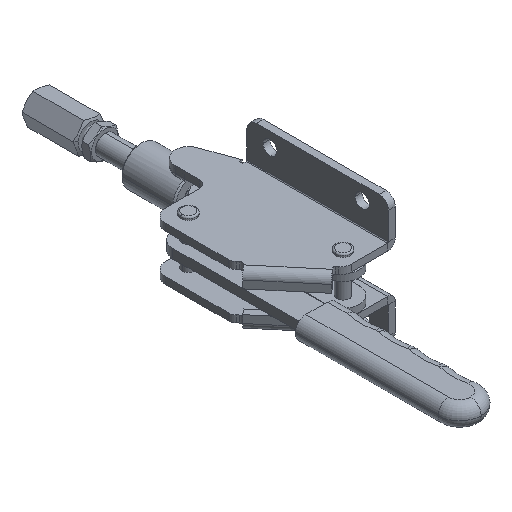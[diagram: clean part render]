
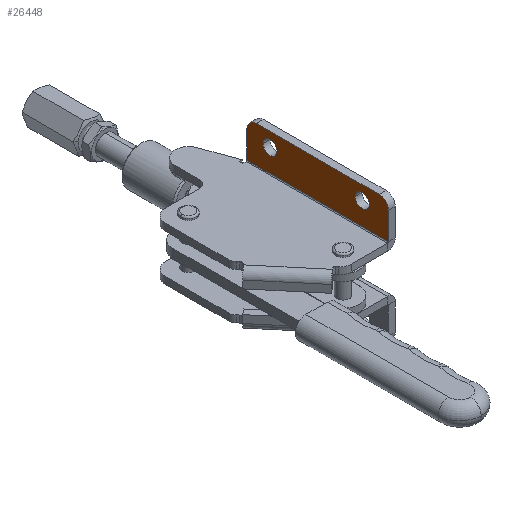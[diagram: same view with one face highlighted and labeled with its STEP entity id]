
A CAD part, isometric view. The second image highlights one B-rep face of the part: STEP entity #26448.
In plain terms, the highlighted face is planar.
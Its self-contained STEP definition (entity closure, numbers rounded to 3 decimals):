
#932 = VERTEX_POINT ( 'NONE', #19550 ) ;
#2224 = FACE_OUTER_BOUND ( 'NONE', #25956, .T. ) ;
#2226 = FACE_BOUND ( 'NONE', #25955, .T. ) ;
#2231 = FACE_BOUND ( 'NONE', #3960, .T. ) ;
#2507 = CARTESIAN_POINT ( 'NONE',  ( -17.75, -44.283, 23.844 ) ) ;
#2508 = DIRECTION ( 'NONE',  ( 0., 0.766, 0.643 ) ) ;
#2517 = CARTESIAN_POINT ( 'NONE',  ( -17.25, 26.193, 82.98 ) ) ;
#2518 = DIRECTION ( 'NONE',  ( 1., 0., 0. ) ) ;
#2523 = CARTESIAN_POINT ( 'NONE',  ( -32.5, 14.702, 73.338 ) ) ;
#2524 = DIRECTION ( 'NONE',  ( 0., 0.643, -0.766 ) ) ;
#2525 = DIRECTION ( 'NONE',  ( 0., -0.766, -0.643 ) ) ;
#2529 = CARTESIAN_POINT ( 'NONE',  ( -32.5, -31.26, 34.771 ) ) ;
#2530 = DIRECTION ( 'NONE',  ( 0., 0.643, -0.766 ) ) ;
#2531 = DIRECTION ( 'NONE',  ( 0., -0.766, -0.643 ) ) ;
#2542 = CARTESIAN_POINT ( 'NONE',  ( -35.5, 21.597, 79.123 ) ) ;
#2543 = DIRECTION ( 'NONE',  ( 0., 0.643, -0.766 ) ) ;
#2544 = DIRECTION ( 'NONE',  ( 0., 0.766, 0.643 ) ) ;
#2546 = CARTESIAN_POINT ( 'NONE',  ( -41.5, 21.597, 79.123 ) ) ;
#2547 = DIRECTION ( 'NONE',  ( 0., 0.766, 0.643 ) ) ;
#2556 = CARTESIAN_POINT ( 'NONE',  ( -35.5, -39.687, 27.7 ) ) ;
#2557 = DIRECTION ( 'NONE',  ( 0., 0.643, -0.766 ) ) ;
#2558 = DIRECTION ( 'NONE',  ( 0., 0.766, 0.643 ) ) ;
#2563 = CARTESIAN_POINT ( 'NONE',  ( -35.5, -44.283, 23.844 ) ) ;
#2564 = DIRECTION ( 'NONE',  ( -1., 0., 0. ) ) ;
#2570 = CARTESIAN_POINT ( 'NONE',  ( -32.5, -31.26, 34.771 ) ) ;
#2571 = DIRECTION ( 'NONE',  ( 0., 0.643, -0.766 ) ) ;
#2572 = DIRECTION ( 'NONE',  ( 0., -0.766, -0.643 ) ) ;
#2580 = CARTESIAN_POINT ( 'NONE',  ( -32.5, 14.702, 73.338 ) ) ;
#2581 = DIRECTION ( 'NONE',  ( 0., 0.643, -0.766 ) ) ;
#2582 = DIRECTION ( 'NONE',  ( 0., -0.766, -0.643 ) ) ;
#3320 = CARTESIAN_POINT ( 'NONE',  ( -35.5, -44.283, 23.844 ) ) ;
#3321 = CARTESIAN_POINT ( 'NONE',  ( -17.75, -44.283, 23.844 ) ) ;
#3326 = CARTESIAN_POINT ( 'NONE',  ( -32.5, -34.708, 31.878 ) ) ;
#3327 = CARTESIAN_POINT ( 'NONE',  ( -32.5, -27.813, 37.664 ) ) ;
#3331 = CARTESIAN_POINT ( 'NONE',  ( -32.5, 18.149, 76.231 ) ) ;
#3960 = EDGE_LOOP ( 'NONE', ( #26820, #26821 ) ) ;
#4899 = CARTESIAN_POINT ( 'NONE',  ( -35.5, 26.193, 82.98 ) ) ;
#7444 = EDGE_CURVE ( 'NONE', #24678, #932, #28379, .T. ) ;
#7445 = EDGE_CURVE ( 'NONE', #19223, #932, #28380, .T. ) ;
#7448 = EDGE_CURVE ( 'NONE', #24681, #27709, #28382, .T. ) ;
#7450 = EDGE_CURVE ( 'NONE', #24680, #24675, #28388, .T. ) ;
#7454 = EDGE_CURVE ( 'NONE', #27700, #19223, #28394, .T. ) ;
#7457 = EDGE_CURVE ( 'NONE', #27698, #27700, #28398, .T. ) ;
#7460 = EDGE_CURVE ( 'NONE', #24676, #27698, #28404, .T. ) ;
#7464 = EDGE_CURVE ( 'NONE', #24678, #24676, #28410, .T. ) ;
#7466 = EDGE_CURVE ( 'NONE', #24675, #24680, #28414, .T. ) ;
#7470 = EDGE_CURVE ( 'NONE', #27709, #24681, #28420, .T. ) ;
#7650 = AXIS2_PLACEMENT_3D ( 'NONE', #2523, #2524, #2525 ) ;
#7652 = AXIS2_PLACEMENT_3D ( 'NONE', #2529, #2530, #2531 ) ;
#7655 = AXIS2_PLACEMENT_3D ( 'NONE', #2542, #2543, #2544 ) ;
#7657 = AXIS2_PLACEMENT_3D ( 'NONE', #2556, #2557, #2558 ) ;
#7658 = AXIS2_PLACEMENT_3D ( 'NONE', #2570, #2571, #2572 ) ;
#7660 = AXIS2_PLACEMENT_3D ( 'NONE', #2580, #2581, #2582 ) ;
#9817 = AXIS2_PLACEMENT_3D ( 'NONE', #21957, #21954, #21961 ) ;
#19223 = VERTEX_POINT ( 'NONE', #4899 ) ;
#19550 = CARTESIAN_POINT ( 'NONE',  ( -17.75, 26.193, 82.98 ) ) ;
#21954 = DIRECTION ( 'NONE',  ( 0., 0.643, -0.766 ) ) ;
#21957 = CARTESIAN_POINT ( 'NONE',  ( -35.5, 21.597, 79.123 ) ) ;
#21959 = PLANE ( 'NONE',  #9817 ) ;
#21961 = DIRECTION ( 'NONE',  ( 0., 0.766, 0.643 ) ) ;
#24030 = CARTESIAN_POINT ( 'NONE',  ( -41.5, 21.597, 79.123 ) ) ;
#24032 = CARTESIAN_POINT ( 'NONE',  ( -41.5, -39.687, 27.7 ) ) ;
#24041 = CARTESIAN_POINT ( 'NONE',  ( -32.5, 11.255, 70.446 ) ) ;
#24675 = VERTEX_POINT ( 'NONE', #3326 ) ;
#24676 = VERTEX_POINT ( 'NONE', #3320 ) ;
#24678 = VERTEX_POINT ( 'NONE', #3321 ) ;
#24680 = VERTEX_POINT ( 'NONE', #3327 ) ;
#24681 = VERTEX_POINT ( 'NONE', #3331 ) ;
#25955 = EDGE_LOOP ( 'NONE', ( #26818, #26819 ) ) ;
#25956 = EDGE_LOOP ( 'NONE', ( #26822, #26823, #26824, #26825, #26826, #26827 ) ) ;
#26448 = ADVANCED_FACE ( 'NONE', ( #2226, #2231, #2224 ), #21959, .T. ) ;
#26818 = ORIENTED_EDGE ( 'NONE', *, *, #7448, .F. ) ;
#26819 = ORIENTED_EDGE ( 'NONE', *, *, #7470, .F. ) ;
#26820 = ORIENTED_EDGE ( 'NONE', *, *, #7450, .F. ) ;
#26821 = ORIENTED_EDGE ( 'NONE', *, *, #7466, .F. ) ;
#26822 = ORIENTED_EDGE ( 'NONE', *, *, #7445, .T. ) ;
#26823 = ORIENTED_EDGE ( 'NONE', *, *, #7444, .F. ) ;
#26824 = ORIENTED_EDGE ( 'NONE', *, *, #7464, .T. ) ;
#26825 = ORIENTED_EDGE ( 'NONE', *, *, #7460, .T. ) ;
#26826 = ORIENTED_EDGE ( 'NONE', *, *, #7457, .T. ) ;
#26827 = ORIENTED_EDGE ( 'NONE', *, *, #7454, .T. ) ;
#27698 = VERTEX_POINT ( 'NONE', #24032 ) ;
#27700 = VERTEX_POINT ( 'NONE', #24030 ) ;
#27709 = VERTEX_POINT ( 'NONE', #24041 ) ;
#28379 = LINE ( 'NONE', #2507, #28381 ) ;
#28380 = LINE ( 'NONE', #2517, #28383 ) ;
#28381 = VECTOR ( 'NONE', #2508, 1000. ) ;
#28382 = CIRCLE ( 'NONE', #7650, 4.5 ) ;
#28383 = VECTOR ( 'NONE', #2518, 1000. ) ;
#28388 = CIRCLE ( 'NONE', #7652, 4.5 ) ;
#28394 = CIRCLE ( 'NONE', #7655, 6. ) ;
#28398 = LINE ( 'NONE', #2546, #28401 ) ;
#28401 = VECTOR ( 'NONE', #2547, 1000. ) ;
#28404 = CIRCLE ( 'NONE', #7657, 6. ) ;
#28410 = LINE ( 'NONE', #2563, #28413 ) ;
#28413 = VECTOR ( 'NONE', #2564, 1000. ) ;
#28414 = CIRCLE ( 'NONE', #7658, 4.5 ) ;
#28420 = CIRCLE ( 'NONE', #7660, 4.5 ) ;
